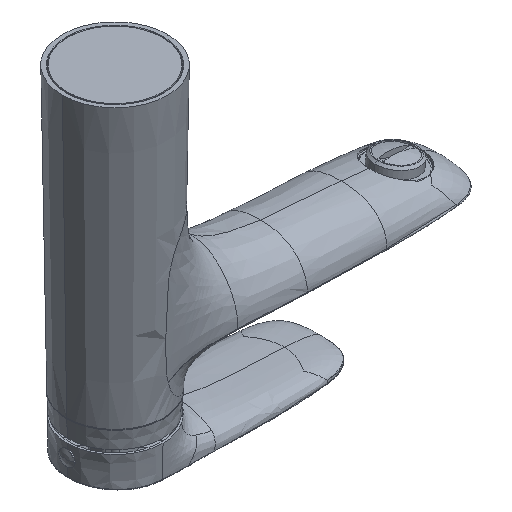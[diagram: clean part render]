
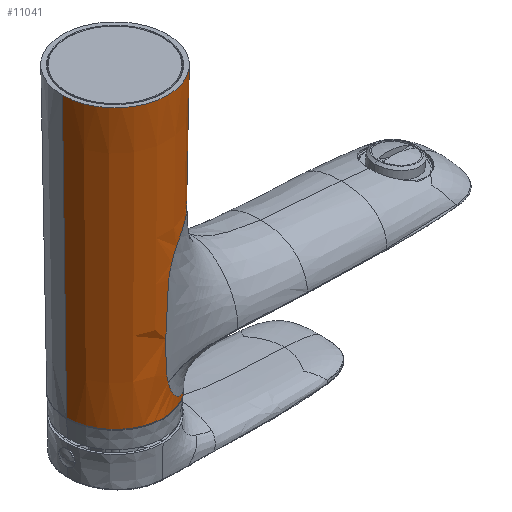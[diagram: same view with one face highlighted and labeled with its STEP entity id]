
A CAD part, isometric view. The second image highlights one B-rep face of the part: STEP entity #11041.
In plain terms, the highlighted conical face has half-angle 0.856 degrees and reference radius 22.561 mm.
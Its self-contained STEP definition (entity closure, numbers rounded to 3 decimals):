
#1914=CARTESIAN_POINT('',(2.034,-21.715,
-113.078));
#1936=CARTESIAN_POINT('',(22.71,0.,
-52.852));
#1947=DIRECTION('',(0.015,0.,1.));
#1948=VECTOR('',#1947,0.048);
#1949=CARTESIAN_POINT('',(21.622,0.,
-125.613));
#1950=LINE('',#1949,#1948);
#2009=DIRECTION('',(0.015,0.,1.));
#2010=VECTOR('',#2009,52.858);
#2011=CARTESIAN_POINT('',(22.71,0.,
-52.852));
#2012=LINE('',#2011,#2010);
#2038=CARTESIAN_POINT('',(0.,0.,-125.613));
#2039=DIRECTION('',(0.,0.,1.));
#2040=DIRECTION('',(-1.,0.,0.));
#2041=AXIS2_PLACEMENT_3D('',#2038,#2039,#2040);
#2043=CARTESIAN_POINT('',(0.,0.,-125.613));
#2044=DIRECTION('',(0.,0.,1.));
#2045=DIRECTION('',(1.,-0.017,0.));
#2046=AXIS2_PLACEMENT_3D('',#2043,#2044,#2045);
#2063=DIRECTION('',(-0.015,0.,1.));
#2064=VECTOR('',#2063,125.627);
#2065=CARTESIAN_POINT('',(-21.622,0.,
-125.613));
#2066=LINE('',#2065,#2064);
#2067=CARTESIAN_POINT('',(22.71,0.,
-52.852));
#2068=CARTESIAN_POINT('',(22.71,-0.803,
-52.852));
#2069=CARTESIAN_POINT('',(22.618,-2.416,
-52.871));
#2070=CARTESIAN_POINT('',(22.264,-4.688,
-52.943));
#2071=CARTESIAN_POINT('',(21.713,-6.754,
-53.061));
#2072=CARTESIAN_POINT('',(21.054,-8.543,
-53.211));
#2073=CARTESIAN_POINT('',(20.419,-9.97,
-53.362));
#2074=CARTESIAN_POINT('',(19.547,-11.596,
-53.583));
#2075=CARTESIAN_POINT('',(18.359,-13.408,
-53.912));
#2076=CARTESIAN_POINT('',(16.823,-15.292,
-54.392));
#2077=CARTESIAN_POINT('',(14.939,-17.132,
-55.076));
#2078=CARTESIAN_POINT('',(12.746,-18.81,
-56.038));
#2079=CARTESIAN_POINT('',(10.339,-20.207,
-57.388));
#2080=CARTESIAN_POINT('',(7.89,-21.238,
-59.221));
#2081=CARTESIAN_POINT('',(5.667,-21.89,
-61.575));
#2082=CARTESIAN_POINT('',(3.894,-22.22,
-64.391));
#2083=CARTESIAN_POINT('',(2.635,-22.343,
-67.498));
#2084=CARTESIAN_POINT('',(1.821,-22.37,
-70.705));
#2085=CARTESIAN_POINT('',(1.149,-22.354,
-74.95));
#2086=CARTESIAN_POINT('',(0.825,-22.304,
-79.012));
#2087=CARTESIAN_POINT('',(0.67,-22.254,
-82.701));
#2088=CARTESIAN_POINT('',(0.611,-22.22,
-85.077));
#2089=CARTESIAN_POINT('',(0.581,-22.19,
-87.16));
#2090=CARTESIAN_POINT('',(0.559,-22.152,
-89.714));
#2091=CARTESIAN_POINT('',(0.54,-22.088,
-93.996));
#2092=CARTESIAN_POINT('',(0.533,-22.02,
-98.582));
#2093=CARTESIAN_POINT('',(0.68,-21.949,
-103.044));
#2094=CARTESIAN_POINT('',(0.887,-21.891,
-106.484));
#2095=CARTESIAN_POINT('',(1.252,-21.824,
-109.83));
#2096=CARTESIAN_POINT('',(1.743,-21.757,
-112.078));
#2097=CARTESIAN_POINT('',(2.034,-21.715,
-113.078));
#2099=CARTESIAN_POINT('',(0.,0.,0.));
#2100=DIRECTION('',(0.,0.,-1.));
#2101=DIRECTION('',(1.,0.,0.));
#2102=AXIS2_PLACEMENT_3D('',#2099,#2100,#2101);
#2856=CARTESIAN_POINT('',(21.623,0.,
-125.564));
#2857=CARTESIAN_POINT('',(21.623,-0.665,
-125.564));
#2858=CARTESIAN_POINT('',(21.562,-1.998,
-125.552));
#2859=CARTESIAN_POINT('',(21.283,-4.001,
-125.515));
#2860=CARTESIAN_POINT('',(20.817,-5.968,
-125.465));
#2861=CARTESIAN_POINT('',(20.183,-7.851,
-125.377));
#2862=CARTESIAN_POINT('',(19.384,-9.661,
-125.27));
#2863=CARTESIAN_POINT('',(18.407,-11.416,
-125.155));
#2864=CARTESIAN_POINT('',(17.295,-13.044,
-124.936));
#2865=CARTESIAN_POINT('',(16.037,-14.563,
-124.858));
#2866=CARTESIAN_POINT('',(14.716,-15.899,
-124.537));
#2867=CARTESIAN_POINT('',(13.359,-17.055,
-124.304));
#2868=CARTESIAN_POINT('',(12.061,-17.998,
-123.941));
#2869=CARTESIAN_POINT('',(10.782,-18.796,
-123.555));
#2870=CARTESIAN_POINT('',(9.613,-19.424,
-123.031));
#2871=CARTESIAN_POINT('',(8.567,-19.913,
-122.506));
#2872=CARTESIAN_POINT('',(7.625,-20.3,
-121.899));
#2873=CARTESIAN_POINT('',(6.747,-20.619,
-121.2));
#2874=CARTESIAN_POINT('',(5.909,-20.887,
-120.359));
#2875=CARTESIAN_POINT('',(5.062,-21.124,
-119.353));
#2876=CARTESIAN_POINT('',(4.193,-21.332,
-118.104));
#2877=CARTESIAN_POINT('',(3.373,-21.499,
-116.613));
#2878=CARTESIAN_POINT('',(2.629,-21.627,
-114.923));
#2879=CARTESIAN_POINT('',(2.219,-21.688,
-113.71));
#2880=CARTESIAN_POINT('',(2.034,-21.715,
-113.078));
#3174=VERTEX_POINT('',#1936);
#3175=VERTEX_POINT('',#1914);
#3178=CARTESIAN_POINT('',(21.622,0.,
-125.613));
#3180=VERTEX_POINT('',#3178);
#3182=CARTESIAN_POINT('',(-21.622,0.,-125.613));
#3183=VERTEX_POINT('',#3182);
#3184=CARTESIAN_POINT('',(21.623,0.,
-125.564));
#3185=VERTEX_POINT('',#3184);
#3186=CARTESIAN_POINT('',(23.5,0.,0.));
#3187=VERTEX_POINT('',#3186);
#3188=CARTESIAN_POINT('',(-23.5,0.,0.));
#3189=VERTEX_POINT('',#3188);
#3196=CARTESIAN_POINT('',(21.619,-0.366,
-125.613));
#3197=VERTEX_POINT('',#3196);
#11024=CARTESIAN_POINT('',(0.,0.,-62.806));
#11025=DIRECTION('',(0.,0.,1.));
#11026=DIRECTION('',(1.,0.,0.));
#11027=AXIS2_PLACEMENT_3D('',#11024,#11025,#11026);
#11028=CONICAL_SURFACE('',#11027,22.561,0.856);
#11029=ORIENTED_EDGE('',*,*,#11013,.F.);
#11030=ORIENTED_EDGE('',*,*,#11011,.F.);
#11031=ORIENTED_EDGE('',*,*,#10983,.T.);
#11033=ORIENTED_EDGE('',*,*,#11032,.F.);
#11034=ORIENTED_EDGE('',*,*,#10979,.F.);
#11035=ORIENTED_EDGE('',*,*,#10297,.T.);
#11037=ORIENTED_EDGE('',*,*,#11036,.F.);
#11038=ORIENTED_EDGE('',*,*,#10974,.F.);
#11039=EDGE_LOOP('',(#11029,#11030,#11031,#11033,#11034,#11035,#11037,#11038));
#11040=FACE_OUTER_BOUND('',#11039,.F.);
#2042=CIRCLE('',#2041,21.622);
#2047=CIRCLE('',#2046,21.622);
#2098=B_SPLINE_CURVE_WITH_KNOTS('',3,(#2067,#2068,#2069,#2070,#2071,#2072,#2073,
#2074,#2075,#2076,#2077,#2078,#2079,#2080,#2081,#2082,#2083,#2084,#2085,#2086,
#2087,#2088,#2089,#2090,#2091,#2092,#2093,#2094,#2095,#2096,#2097),
.UNSPECIFIED.,.F.,.F.,(4,1,1,1,1,1,1,1,1,1,1,1,1,1,1,1,1,1,1,1,1,1,1,1,1,1,1,1,
4),(0.,0.05,0.107,0.16,
0.187,0.213,0.24,0.267,
0.294,0.321,0.347,0.374,
0.401,0.428,0.455,0.481,
0.508,0.535,0.589,0.615,
0.642,0.665,0.687,0.732,
0.821,0.866,0.911,0.96,1.),
.UNSPECIFIED.);
#2103=CIRCLE('',#2102,23.5);
#2881=B_SPLINE_CURVE_WITH_KNOTS('',3,(#2856,#2857,#2858,#2859,#2860,#2861,#2862,
#2863,#2864,#2865,#2866,#2867,#2868,#2869,#2870,#2871,#2872,#2873,#2874,#2875,
#2876,#2877,#2878,#2879,#2880),.UNSPECIFIED.,.F.,.F.,(4,1,1,1,1,1,1,1,1,1,1,1,1,
1,1,1,1,1,1,1,1,1,4),(0.,0.045,0.091,
0.136,0.182,0.227,0.273,
0.318,0.364,0.409,0.455,0.5,
0.545,0.591,0.636,0.682,
0.727,0.773,0.818,0.864,
0.909,0.955,1.),.UNSPECIFIED.);
#10297=EDGE_CURVE('',#3174,#3175,#2098,.T.);
#10974=EDGE_CURVE('',#3180,#3185,#1950,.T.);
#10979=EDGE_CURVE('',#3174,#3187,#2012,.T.);
#10983=EDGE_CURVE('',#3183,#3189,#2066,.T.);
#11011=EDGE_CURVE('',#3183,#3197,#2042,.T.);
#11013=EDGE_CURVE('',#3197,#3180,#2047,.T.);
#11032=EDGE_CURVE('',#3187,#3189,#2103,.T.);
#11036=EDGE_CURVE('',#3185,#3175,#2881,.T.);
#11041=ADVANCED_FACE('',(#11040),#11028,.T.);
